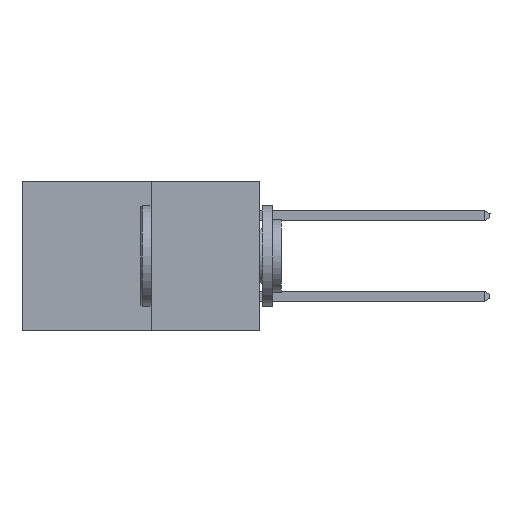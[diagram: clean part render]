
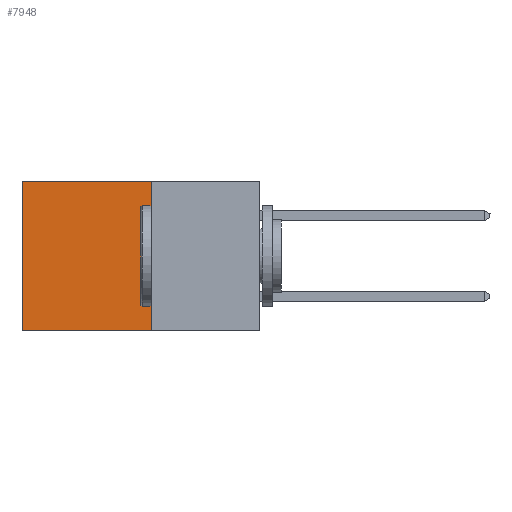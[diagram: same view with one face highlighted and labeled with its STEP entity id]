
A CAD part, left-side view. The second image highlights one B-rep face of the part: STEP entity #7948.
In plain terms, the highlighted planar face has unit normal (-1, 0, 0).
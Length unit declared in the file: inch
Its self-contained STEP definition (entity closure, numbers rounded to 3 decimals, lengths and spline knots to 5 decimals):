
#418 = ORIENTED_EDGE ( 'NONE', *, *, #9299, .T. ) ;
#581 = CARTESIAN_POINT ( 'NONE',  ( 0.277, 0.27, 0. ) ) ;
#1144 = DIRECTION ( 'NONE',  ( 0., 1., 0. ) ) ;
#1670 = LINE ( 'NONE', #3736, #10271 ) ;
#2130 = DIRECTION ( 'NONE',  ( 0., 0., -1. ) ) ;
#2495 = VERTEX_POINT ( 'NONE', #5455 ) ;
#3089 = LINE ( 'NONE', #10347, #15400 ) ;
#3400 = EDGE_CURVE ( 'NONE', #7818, #11007, #3089, .T. ) ;
#3736 = CARTESIAN_POINT ( 'NONE',  ( 0.277, 0.27, -0.37 ) ) ;
#4071 = DIRECTION ( 'NONE',  ( 0., 1., 0. ) ) ;
#4982 = EDGE_CURVE ( 'NONE', #2495, #11388, #1670, .T. ) ;
#5455 = CARTESIAN_POINT ( 'NONE',  ( 0.277, 0.27, -0.37 ) ) ;
#5471 = DIRECTION ( 'NONE',  ( 0., 0., -1. ) ) ;
#5830 = ORIENTED_EDGE ( 'NONE', *, *, #4982, .F. ) ;
#5844 = EDGE_LOOP ( 'NONE', ( #418, #5830, #15290, #7404 ) ) ;
#5973 = PLANE ( 'NONE',  #8776 ) ;
#6397 = VECTOR ( 'NONE', #2130, 39.37008 ) ;
#7201 = DIRECTION ( 'NONE',  ( 1., 0., 0. ) ) ;
#7404 = ORIENTED_EDGE ( 'NONE', *, *, #3400, .T. ) ;
#7818 = VERTEX_POINT ( 'NONE', #581 ) ;
#7948 = ADVANCED_FACE ( 'NONE', ( #10374 ), #5973, .F. ) ;
#8776 = AXIS2_PLACEMENT_3D ( 'NONE', #9580, #7201, #15449 ) ;
#9299 = EDGE_CURVE ( 'NONE', #11007, #11388, #12020, .T. ) ;
#9580 = CARTESIAN_POINT ( 'NONE',  ( 0.277, 0.27, -0.37 ) ) ;
#10271 = VECTOR ( 'NONE', #1144, 39.37008 ) ;
#10347 = CARTESIAN_POINT ( 'NONE',  ( 0.277, 0.27, 0. ) ) ;
#10363 = LINE ( 'NONE', #12665, #14258 ) ;
#10374 = FACE_OUTER_BOUND ( 'NONE', #5844, .T. ) ;
#10632 = CARTESIAN_POINT ( 'NONE',  ( 0.277, 0.59, -0.37 ) ) ;
#11007 = VERTEX_POINT ( 'NONE', #14118 ) ;
#11388 = VERTEX_POINT ( 'NONE', #14820 ) ;
#12020 = LINE ( 'NONE', #10632, #6397 ) ;
#12665 = CARTESIAN_POINT ( 'NONE',  ( 0.277, 0.27, -0.37 ) ) ;
#12939 = EDGE_CURVE ( 'NONE', #7818, #2495, #10363, .T. ) ;
#14118 = CARTESIAN_POINT ( 'NONE',  ( 0.277, 0.59, 0. ) ) ;
#14258 = VECTOR ( 'NONE', #5471, 39.37008 ) ;
#14820 = CARTESIAN_POINT ( 'NONE',  ( 0.277, 0.59, -0.37 ) ) ;
#15290 = ORIENTED_EDGE ( 'NONE', *, *, #12939, .F. ) ;
#15400 = VECTOR ( 'NONE', #4071, 39.37008 ) ;
#15449 = DIRECTION ( 'NONE',  ( 0., 0., -1. ) ) ;
